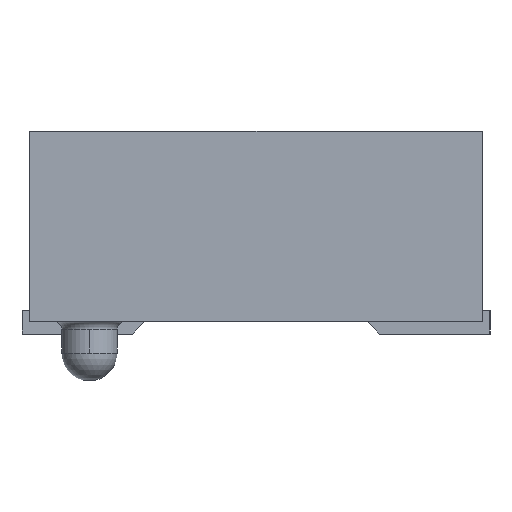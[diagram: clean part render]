
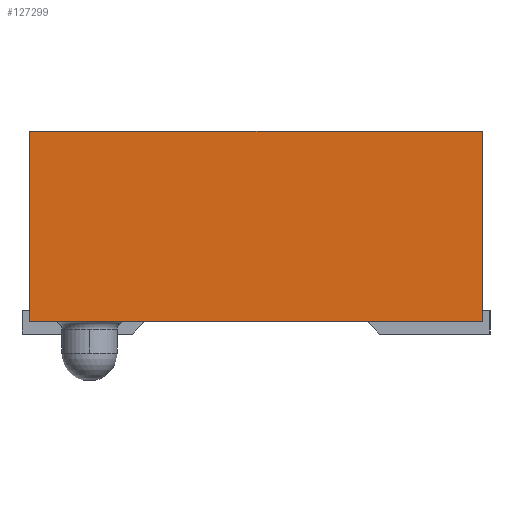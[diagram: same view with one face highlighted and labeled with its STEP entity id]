
A CAD part, left-side view. The second image highlights one B-rep face of the part: STEP entity #127299.
In plain terms, the highlighted planar face has unit normal (-1, 0, 0).
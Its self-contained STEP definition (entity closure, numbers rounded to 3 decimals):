
#94226 = PLANE('',#94227);
#94227 = AXIS2_PLACEMENT_3D('',#94228,#94229,#94230);
#94228 = CARTESIAN_POINT('',(-15.638,-3.62,0.206));
#94229 = DIRECTION('',(0.,0.,1.));
#94230 = DIRECTION('',(0.,-1.,0.));
#94462 = VERTEX_POINT('',#94463);
#94463 = CARTESIAN_POINT('',(-15.638,2.667,0.206));
#94759 = EDGE_CURVE('',#94462,#94760,#94762,.T.);
#94760 = VERTEX_POINT('',#94761);
#94761 = CARTESIAN_POINT('',(-15.638,3.62,0.206));
#94762 = SURFACE_CURVE('',#94763,(#94767,#94774),.PCURVE_S1.);
#94763 = LINE('',#94764,#94765);
#94764 = CARTESIAN_POINT('',(-15.638,-3.62,0.206));
#94765 = VECTOR('',#94766,1.);
#94766 = DIRECTION('',(0.,1.,0.));
#94767 = PCURVE('',#94226,#94768);
#94768 = DEFINITIONAL_REPRESENTATION('',(#94769),#94773);
#94769 = LINE('',#94770,#94771);
#94770 = CARTESIAN_POINT('',(0.,0.));
#94771 = VECTOR('',#94772,1.);
#94772 = DIRECTION('',(-1.,0.));
#94773 = ( GEOMETRIC_REPRESENTATION_CONTEXT(2) 
PARAMETRIC_REPRESENTATION_CONTEXT() REPRESENTATION_CONTEXT('2D SPACE',''
  ) );
#94774 = PCURVE('',#94775,#94780);
#94775 = PLANE('',#94776);
#94776 = AXIS2_PLACEMENT_3D('',#94777,#94778,#94779);
#94777 = CARTESIAN_POINT('',(-15.638,-3.62,0.206));
#94778 = DIRECTION('',(-1.,0.,0.));
#94779 = DIRECTION('',(0.,-1.,0.));
#94780 = DEFINITIONAL_REPRESENTATION('',(#94781),#94785);
#94781 = LINE('',#94782,#94783);
#94782 = CARTESIAN_POINT('',(0.,0.));
#94783 = VECTOR('',#94784,1.);
#94784 = DIRECTION('',(-1.,0.));
#94785 = ( GEOMETRIC_REPRESENTATION_CONTEXT(2) 
PARAMETRIC_REPRESENTATION_CONTEXT() REPRESENTATION_CONTEXT('2D SPACE',''
  ) );
#94787 = EDGE_CURVE('',#94788,#94462,#94790,.T.);
#94788 = VERTEX_POINT('',#94789);
#94789 = CARTESIAN_POINT('',(-15.638,-3.62,0.206));
#94790 = SURFACE_CURVE('',#94791,(#94795,#94802),.PCURVE_S1.);
#94791 = LINE('',#94792,#94793);
#94792 = CARTESIAN_POINT('',(-15.638,-3.62,0.206));
#94793 = VECTOR('',#94794,1.);
#94794 = DIRECTION('',(0.,1.,0.));
#94795 = PCURVE('',#94226,#94796);
#94796 = DEFINITIONAL_REPRESENTATION('',(#94797),#94801);
#94797 = LINE('',#94798,#94799);
#94798 = CARTESIAN_POINT('',(0.,0.));
#94799 = VECTOR('',#94800,1.);
#94800 = DIRECTION('',(-1.,0.));
#94801 = ( GEOMETRIC_REPRESENTATION_CONTEXT(2) 
PARAMETRIC_REPRESENTATION_CONTEXT() REPRESENTATION_CONTEXT('2D SPACE',''
  ) );
#94802 = PCURVE('',#94775,#94803);
#94803 = DEFINITIONAL_REPRESENTATION('',(#94804),#94808);
#94804 = LINE('',#94805,#94806);
#94805 = CARTESIAN_POINT('',(0.,0.));
#94806 = VECTOR('',#94807,1.);
#94807 = DIRECTION('',(-1.,0.));
#94808 = ( GEOMETRIC_REPRESENTATION_CONTEXT(2) 
PARAMETRIC_REPRESENTATION_CONTEXT() REPRESENTATION_CONTEXT('2D SPACE',''
  ) );
#94826 = PLANE('',#94827);
#94827 = AXIS2_PLACEMENT_3D('',#94828,#94829,#94830);
#94828 = CARTESIAN_POINT('',(-15.638,-3.62,3.254));
#94829 = DIRECTION('',(0.,-1.,0.));
#94830 = DIRECTION('',(1.,0.,0.));
#100360 = PLANE('',#100361);
#100361 = AXIS2_PLACEMENT_3D('',#100362,#100363,#100364);
#100362 = CARTESIAN_POINT('',(-15.638,3.62,3.254));
#100363 = DIRECTION('',(0.,-1.,0.));
#100364 = DIRECTION('',(1.,0.,0.));
#123416 = EDGE_CURVE('',#94760,#123417,#123419,.T.);
#123417 = VERTEX_POINT('',#123418);
#123418 = CARTESIAN_POINT('',(-15.638,3.62,3.254));
#123419 = SURFACE_CURVE('',#123420,(#123424,#123431),.PCURVE_S1.);
#123420 = LINE('',#123421,#123422);
#123421 = CARTESIAN_POINT('',(-15.638,3.62,0.206));
#123422 = VECTOR('',#123423,1.);
#123423 = DIRECTION('',(0.,0.,1.));
#123424 = PCURVE('',#100360,#123425);
#123425 = DEFINITIONAL_REPRESENTATION('',(#123426),#123430);
#123426 = LINE('',#123427,#123428);
#123427 = CARTESIAN_POINT('',(0.,-3.048));
#123428 = VECTOR('',#123429,1.);
#123429 = DIRECTION('',(0.,1.));
#123430 = ( GEOMETRIC_REPRESENTATION_CONTEXT(2) 
PARAMETRIC_REPRESENTATION_CONTEXT() REPRESENTATION_CONTEXT('2D SPACE',''
  ) );
#123431 = PCURVE('',#94775,#123432);
#123432 = DEFINITIONAL_REPRESENTATION('',(#123433),#123437);
#123433 = LINE('',#123434,#123435);
#123434 = CARTESIAN_POINT('',(-7.239,0.));
#123435 = VECTOR('',#123436,1.);
#123436 = DIRECTION('',(0.,1.));
#123437 = ( GEOMETRIC_REPRESENTATION_CONTEXT(2) 
PARAMETRIC_REPRESENTATION_CONTEXT() REPRESENTATION_CONTEXT('2D SPACE',''
  ) );
#123455 = PLANE('',#123456);
#123456 = AXIS2_PLACEMENT_3D('',#123457,#123458,#123459);
#123457 = CARTESIAN_POINT('',(15.638,-3.62,3.254));
#123458 = DIRECTION('',(0.,0.,-1.));
#123459 = DIRECTION('',(0.,1.,0.));
#127299 = ADVANCED_FACE('',(#127300),#94775,.T.);
#127300 = FACE_BOUND('',#127301,.T.);
#127301 = EDGE_LOOP('',(#127302,#127303,#127304,#127305,#127328));
#127302 = ORIENTED_EDGE('',*,*,#123416,.F.);
#127303 = ORIENTED_EDGE('',*,*,#94759,.F.);
#127304 = ORIENTED_EDGE('',*,*,#94787,.F.);
#127305 = ORIENTED_EDGE('',*,*,#127306,.T.);
#127306 = EDGE_CURVE('',#94788,#127307,#127309,.T.);
#127307 = VERTEX_POINT('',#127308);
#127308 = CARTESIAN_POINT('',(-15.638,-3.62,3.254));
#127309 = SURFACE_CURVE('',#127310,(#127314,#127321),.PCURVE_S1.);
#127310 = LINE('',#127311,#127312);
#127311 = CARTESIAN_POINT('',(-15.638,-3.62,0.206));
#127312 = VECTOR('',#127313,1.);
#127313 = DIRECTION('',(0.,0.,1.));
#127314 = PCURVE('',#94775,#127315);
#127315 = DEFINITIONAL_REPRESENTATION('',(#127316),#127320);
#127316 = LINE('',#127317,#127318);
#127317 = CARTESIAN_POINT('',(0.,0.));
#127318 = VECTOR('',#127319,1.);
#127319 = DIRECTION('',(0.,1.));
#127320 = ( GEOMETRIC_REPRESENTATION_CONTEXT(2) 
PARAMETRIC_REPRESENTATION_CONTEXT() REPRESENTATION_CONTEXT('2D SPACE',''
  ) );
#127321 = PCURVE('',#94826,#127322);
#127322 = DEFINITIONAL_REPRESENTATION('',(#127323),#127327);
#127323 = LINE('',#127324,#127325);
#127324 = CARTESIAN_POINT('',(0.,-3.048));
#127325 = VECTOR('',#127326,1.);
#127326 = DIRECTION('',(0.,1.));
#127327 = ( GEOMETRIC_REPRESENTATION_CONTEXT(2) 
PARAMETRIC_REPRESENTATION_CONTEXT() REPRESENTATION_CONTEXT('2D SPACE',''
  ) );
#127328 = ORIENTED_EDGE('',*,*,#127329,.T.);
#127329 = EDGE_CURVE('',#127307,#123417,#127330,.T.);
#127330 = SURFACE_CURVE('',#127331,(#127335,#127342),.PCURVE_S1.);
#127331 = LINE('',#127332,#127333);
#127332 = CARTESIAN_POINT('',(-15.638,-3.62,3.254));
#127333 = VECTOR('',#127334,1.);
#127334 = DIRECTION('',(0.,1.,0.));
#127335 = PCURVE('',#94775,#127336);
#127336 = DEFINITIONAL_REPRESENTATION('',(#127337),#127341);
#127337 = LINE('',#127338,#127339);
#127338 = CARTESIAN_POINT('',(0.,3.048));
#127339 = VECTOR('',#127340,1.);
#127340 = DIRECTION('',(-1.,0.));
#127341 = ( GEOMETRIC_REPRESENTATION_CONTEXT(2) 
PARAMETRIC_REPRESENTATION_CONTEXT() REPRESENTATION_CONTEXT('2D SPACE',''
  ) );
#127342 = PCURVE('',#123455,#127343);
#127343 = DEFINITIONAL_REPRESENTATION('',(#127344),#127348);
#127344 = LINE('',#127345,#127346);
#127345 = CARTESIAN_POINT('',(0.,-31.275));
#127346 = VECTOR('',#127347,1.);
#127347 = DIRECTION('',(1.,0.));
#127348 = ( GEOMETRIC_REPRESENTATION_CONTEXT(2) 
PARAMETRIC_REPRESENTATION_CONTEXT() REPRESENTATION_CONTEXT('2D SPACE',''
  ) );
